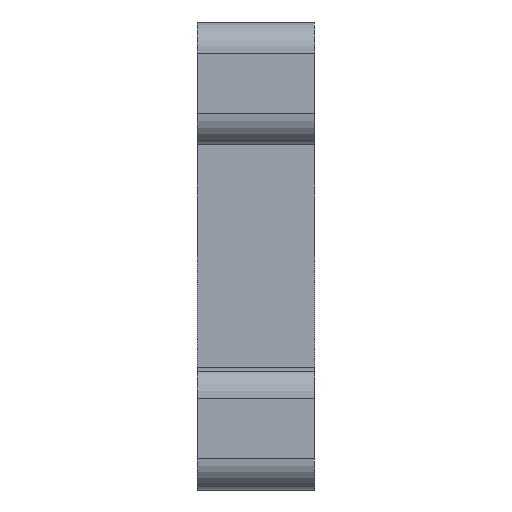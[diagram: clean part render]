
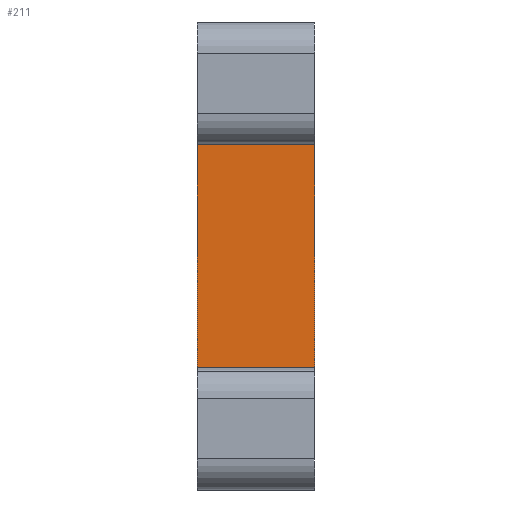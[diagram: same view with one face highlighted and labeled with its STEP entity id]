
A CAD part, front view. The second image highlights one B-rep face of the part: STEP entity #211.
In plain terms, the highlighted planar face has unit normal (0, -1, 0).
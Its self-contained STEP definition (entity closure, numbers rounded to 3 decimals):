
#172=CARTESIAN_POINT('Axis2P3D Location',(0.,154.6,46.631)) ;
#177=CARTESIAN_POINT('Line Origine',(1.5,154.6,54.631)) ;
#181=CARTESIAN_POINT('Vertex',(0.,154.6,54.631)) ;
#183=CARTESIAN_POINT('Vertex',(3.,154.6,54.631)) ;
#186=CARTESIAN_POINT('Line Origine',(0.,154.6,50.631)) ;
#190=CARTESIAN_POINT('Vertex',(0.,154.6,46.631)) ;
#193=CARTESIAN_POINT('Line Origine',(1.5,154.6,46.631)) ;
#197=CARTESIAN_POINT('Vertex',(3.,154.6,46.631)) ;
#200=CARTESIAN_POINT('Line Origine',(3.,154.6,50.631)) ;
#173=DIRECTION('Axis2P3D Direction',(0.,1.,0.)) ;
#174=DIRECTION('Axis2P3D XDirection',(0.,0.,1.)) ;
#178=DIRECTION('Vector Direction',(1.,0.,0.)) ;
#187=DIRECTION('Vector Direction',(0.,0.,1.)) ;
#194=DIRECTION('Vector Direction',(1.,0.,0.)) ;
#201=DIRECTION('Vector Direction',(0.,0.,1.)) ;
#175=AXIS2_PLACEMENT_3D('Plane Axis2P3D',#172,#173,#174) ;
#206=ORIENTED_EDGE('',*,*,#185,.F.) ;
#207=ORIENTED_EDGE('',*,*,#192,.T.) ;
#208=ORIENTED_EDGE('',*,*,#199,.T.) ;
#209=ORIENTED_EDGE('',*,*,#204,.F.) ;
#179=VECTOR('Line Direction',#178,1.) ;
#188=VECTOR('Line Direction',#187,1.) ;
#195=VECTOR('Line Direction',#194,1.) ;
#202=VECTOR('Line Direction',#201,1.) ;
#211=ADVANCED_FACE('Corps principal',(#210),#176,.F.) ;
#185=EDGE_CURVE('',#182,#184,#180,.T.) ;
#192=EDGE_CURVE('',#182,#191,#189,.F.) ;
#199=EDGE_CURVE('',#191,#198,#196,.T.) ;
#204=EDGE_CURVE('',#184,#198,#203,.F.) ;
#205=EDGE_LOOP('',(#206,#207,#208,#209)) ;
#210=FACE_OUTER_BOUND('',#205,.T.) ;
#180=LINE('Line',#177,#179) ;
#189=LINE('Line',#186,#188) ;
#196=LINE('Line',#193,#195) ;
#203=LINE('Line',#200,#202) ;
#176=PLANE('',#175) ;
#182=VERTEX_POINT('',#181) ;
#184=VERTEX_POINT('',#183) ;
#191=VERTEX_POINT('',#190) ;
#198=VERTEX_POINT('',#197) ;
